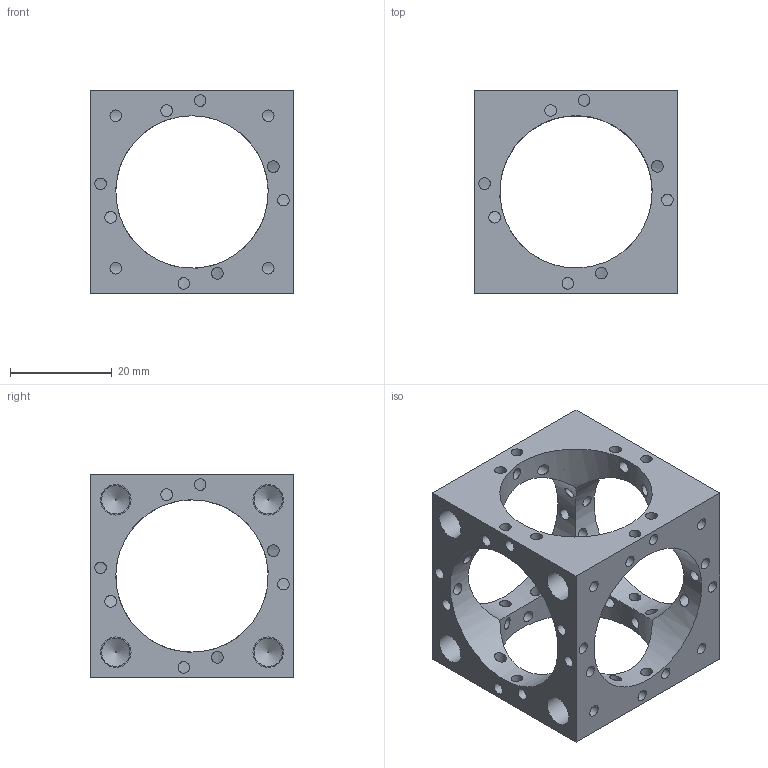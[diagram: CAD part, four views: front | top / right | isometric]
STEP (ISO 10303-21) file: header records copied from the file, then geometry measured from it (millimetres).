
FILE_DESCRIPTION(/* description */ (''),/* implementation_level */ '2;1');
FILE_NAME(/* name */ 'Cube_30_lowres.itp.stp',/* time_stamp */ '2018-08-27T10:16:31+02:00',/* author */ ('voigt'),/* organization */ (''),/* preprocessor_version */ 'ST-DEVELOPER v16.1',/* originating_system */ 'Autodesk Inventor 2016',/* authorisation */ '');
FILE_SCHEMA (('AUTOMOTIVE_DESIGN { 1 0 10303 214 3 1 1 }'));
Length unit declared in the file: millimetre
Products named in the file (1): Cube_30_lowres.itp
Bounding box: 40 x 40 x 40 mm (x, y, z)
Volume: 13629.5 mm3; surface area: 12268.2 mm2
Topology: 1 solids, 1 shells, 124 faces, 370 edges, 264 vertices
Faces by surface type: cylinder 86, plane 30, cone 8
Full cylindrical faces by diameter (mm): 2.3 x56, 2.31 x8, 5.6 x8, 6 x8, 30 x6
Entity records: 5259 total; most frequent: CARTESIAN_POINT 2361, DIRECTION 522, ORIENTED_EDGE 396, EDGE_LOOP 360, AXIS2_PLACEMENT_3D 255, FACE_BOUND 236, EDGE_CURVE 198, VERTEX_POINT 190
